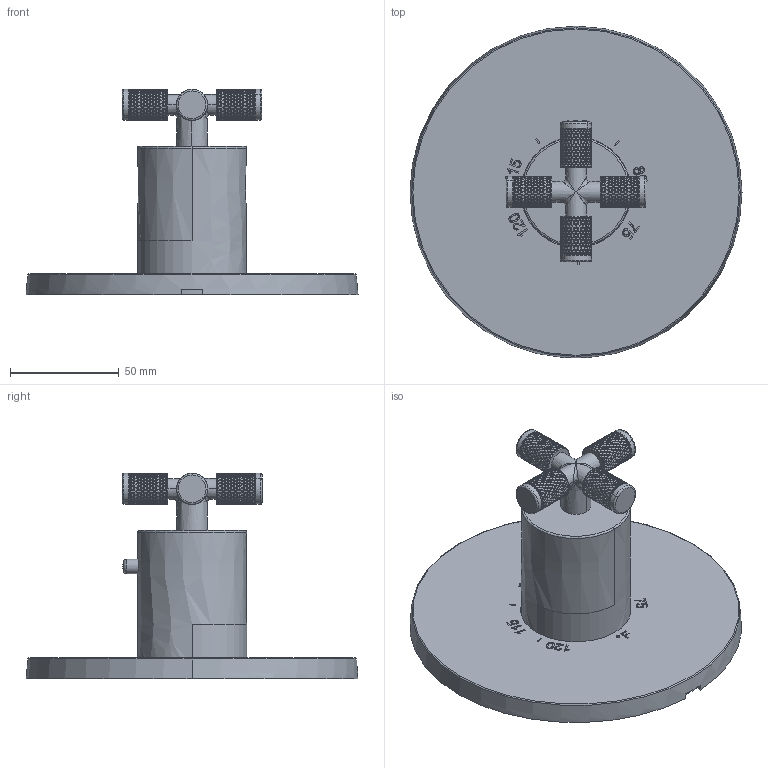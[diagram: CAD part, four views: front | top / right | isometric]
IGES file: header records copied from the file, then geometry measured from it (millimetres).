
Start section:  PTC IGES file: 3-3434tr.igs
Global section: file name: 3-3434tr.igs; native system: Creo Parametric by PTC Inc.; preprocessor: 2025093; author: nehatek; organization: Unknown; date: 20250929.171258; units: inch
Bounding box: 152.4 x 152.25 x 94.31 mm (x, y, z)
Surface area: 57429.2 mm2 (no closed solid volume)
Topology: 0 solids, 0 shells, 7842 faces, 32652 edges, 32650 vertices
Faces by surface type: bspline 6182, revolution 1478, extrusion 182
